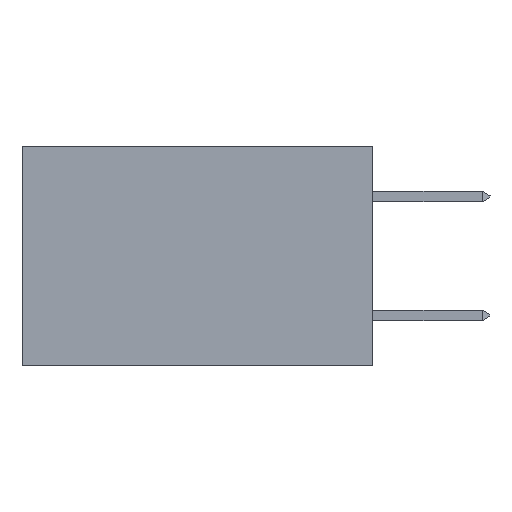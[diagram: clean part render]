
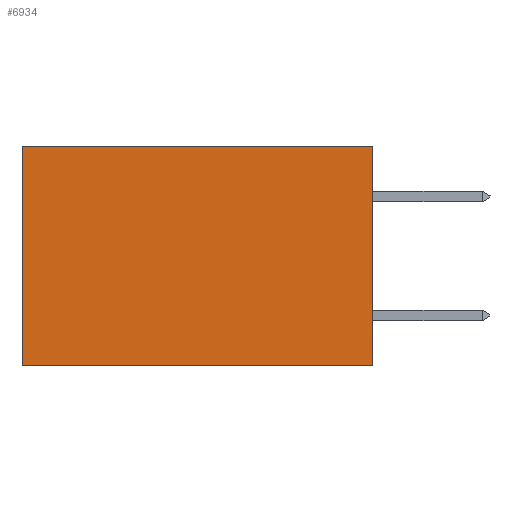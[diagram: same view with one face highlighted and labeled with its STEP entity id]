
A CAD part, left-side view. The second image highlights one B-rep face of the part: STEP entity #6934.
In plain terms, the highlighted planar face has unit normal (-1, 0, 0).
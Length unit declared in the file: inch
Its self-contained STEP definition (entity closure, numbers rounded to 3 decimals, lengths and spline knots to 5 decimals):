
#1950 = AXIS2_PLACEMENT_3D ( 'NONE', #17229, #17031, #18722 ) ;
#2367 = VERTEX_POINT ( 'NONE', #12735 ) ;
#2828 = EDGE_CURVE ( 'NONE', #21369, #2367, #11169, .T. ) ;
#3474 = CARTESIAN_POINT ( 'NONE',  ( 0.277, 0., 0. ) ) ;
#3761 = DIRECTION ( 'NONE',  ( 0., 0., -1. ) ) ;
#3849 = VERTEX_POINT ( 'NONE', #25602 ) ;
#5110 = CARTESIAN_POINT ( 'NONE',  ( 0.277, 0., -0.37 ) ) ;
#5760 = VECTOR ( 'NONE', #20124, 39.37008 ) ;
#6934 = ADVANCED_FACE ( 'NONE', ( #17923 ), #16475, .F. ) ;
#7149 = DIRECTION ( 'NONE',  ( 0., 0., -1. ) ) ;
#7904 = EDGE_CURVE ( 'NONE', #18754, #2367, #16598, .T. ) ;
#8904 = EDGE_CURVE ( 'NONE', #3849, #21369, #21047, .T. ) ;
#8905 = VECTOR ( 'NONE', #7149, 39.37008 ) ;
#9436 = ORIENTED_EDGE ( 'NONE', *, *, #18885, .T. ) ;
#9877 = CARTESIAN_POINT ( 'NONE',  ( 0.277, 0.59, -0.37 ) ) ;
#11169 = LINE ( 'NONE', #24693, #5760 ) ;
#12297 = CARTESIAN_POINT ( 'NONE',  ( 0.277, 0., -0.37 ) ) ;
#12735 = CARTESIAN_POINT ( 'NONE',  ( 0.277, 0.59, -0.37 ) ) ;
#13127 = EDGE_LOOP ( 'NONE', ( #16545, #22453, #22841, #9436 ) ) ;
#13271 = CARTESIAN_POINT ( 'NONE',  ( 0.277, 0.59, 0. ) ) ;
#15980 = VECTOR ( 'NONE', #3761, 39.37008 ) ;
#16475 = PLANE ( 'NONE',  #1950 ) ;
#16545 = ORIENTED_EDGE ( 'NONE', *, *, #7904, .T. ) ;
#16598 = LINE ( 'NONE', #9877, #15980 ) ;
#17031 = DIRECTION ( 'NONE',  ( 1., 0., 0. ) ) ;
#17229 = CARTESIAN_POINT ( 'NONE',  ( 0.277, 0., -0.37 ) ) ;
#17923 = FACE_OUTER_BOUND ( 'NONE', #13127, .T. ) ;
#18722 = DIRECTION ( 'NONE',  ( 0., 0., -1. ) ) ;
#18754 = VERTEX_POINT ( 'NONE', #13271 ) ;
#18885 = EDGE_CURVE ( 'NONE', #3849, #18754, #20586, .T. ) ;
#19951 = VECTOR ( 'NONE', #21797, 39.37008 ) ;
#20124 = DIRECTION ( 'NONE',  ( 0., 1., 0. ) ) ;
#20586 = LINE ( 'NONE', #3474, #19951 ) ;
#21047 = LINE ( 'NONE', #5110, #8905 ) ;
#21369 = VERTEX_POINT ( 'NONE', #12297 ) ;
#21797 = DIRECTION ( 'NONE',  ( 0., 1., 0. ) ) ;
#22453 = ORIENTED_EDGE ( 'NONE', *, *, #2828, .F. ) ;
#22841 = ORIENTED_EDGE ( 'NONE', *, *, #8904, .F. ) ;
#24693 = CARTESIAN_POINT ( 'NONE',  ( 0.277, 0., -0.37 ) ) ;
#25602 = CARTESIAN_POINT ( 'NONE',  ( 0.277, 0., 0. ) ) ;
